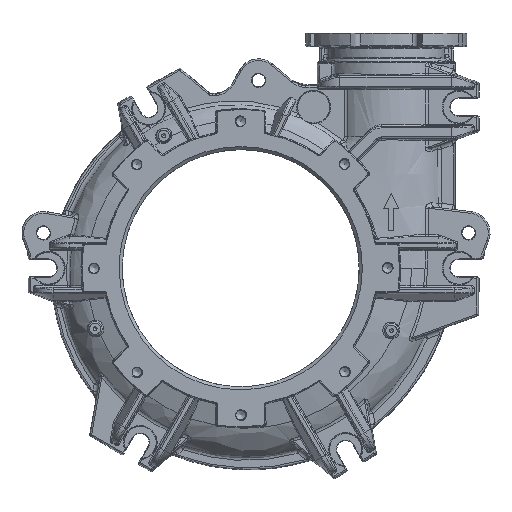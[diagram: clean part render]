
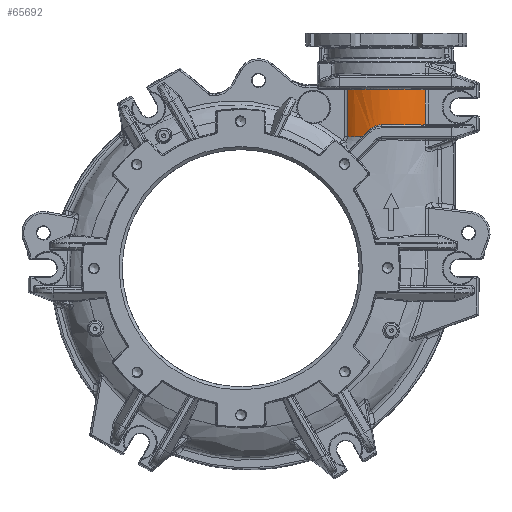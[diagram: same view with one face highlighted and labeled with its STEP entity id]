
A CAD part, front view. The second image highlights one B-rep face of the part: STEP entity #65692.
In plain terms, the highlighted free-form (B-spline) face has degree [2, 1] with [3, 2] control points.
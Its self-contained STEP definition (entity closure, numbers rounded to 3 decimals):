
#49658 = VERTEX_POINT('',#49659);
#49659 = CARTESIAN_POINT('',(313.086,51.972,
    339.728));
#57422 = EDGE_CURVE('',#57423,#57425,#57427,.T.);
#57423 = VERTEX_POINT('',#57424);
#57424 = CARTESIAN_POINT('',(329.266,45.948,
    356.054));
#57425 = VERTEX_POINT('',#57426);
#57426 = CARTESIAN_POINT('',(363.012,39.372,
    370.178));
#57427 = B_SPLINE_CURVE_WITH_KNOTS('',3,(#57428,#57429,#57430,#57431,
    #57432,#57433),.UNSPECIFIED.,.F.,.F.,(4,1,1,4),(-3.194,
    -1.825,-0.913,0.),.UNSPECIFIED.);
#57428 = CARTESIAN_POINT('',(329.266,45.948,
    356.054));
#57429 = CARTESIAN_POINT('',(333.023,44.779,
    359.853));
#57430 = CARTESIAN_POINT('',(340.331,42.772,
    365.118));
#57431 = CARTESIAN_POINT('',(352.16,40.536,
    369.353));
#57432 = CARTESIAN_POINT('',(359.418,39.672,
    370.186));
#57433 = CARTESIAN_POINT('',(363.012,39.372,
    370.178));
#57482 = EDGE_CURVE('',#49658,#57423,#57483,.T.);
#57483 = ( BOUNDED_CURVE() B_SPLINE_CURVE(2,(#57484,#57485,#57486),
.UNSPECIFIED.,.F.,.F.) B_SPLINE_CURVE_WITH_KNOTS((3,3),(1.123,
1.232),.PIECEWISE_BEZIER_KNOTS.) CURVE() 
GEOMETRIC_REPRESENTATION_ITEM() RATIONAL_B_SPLINE_CURVE((1.,
0.999,1.)) REPRESENTATION_ITEM('') );
#57484 = CARTESIAN_POINT('',(313.086,51.972,
    339.728));
#57485 = CARTESIAN_POINT('',(321.011,48.517,
    347.705));
#57486 = CARTESIAN_POINT('',(329.266,45.948,
    356.054));
#57524 = EDGE_CURVE('',#57425,#57525,#57527,.T.);
#57525 = VERTEX_POINT('',#57526);
#57526 = CARTESIAN_POINT('',(476.494,74.879,
    371.13));
#57527 = ( BOUNDED_CURVE() B_SPLINE_CURVE(2,(#57528,#57529,#57530),
.UNSPECIFIED.,.F.,.F.) B_SPLINE_CURVE_WITH_KNOTS((3,3),(6.2,
6.973),.PIECEWISE_BEZIER_KNOTS.) CURVE() 
GEOMETRIC_REPRESENTATION_ITEM() RATIONAL_B_SPLINE_CURVE((1.,
0.926,1.)) REPRESENTATION_ITEM('') );
#57528 = CARTESIAN_POINT('',(363.012,39.372,
    370.178));
#57529 = CARTESIAN_POINT('',(426.978,34.035,
    370.035));
#57530 = CARTESIAN_POINT('',(476.494,74.879,
    371.13));
#57739 = EDGE_CURVE('',#49658,#57740,#57742,.T.);
#57740 = VERTEX_POINT('',#57741);
#57741 = CARTESIAN_POINT('',(275.761,74.879,
    339.728));
#57742 = ( BOUNDED_CURVE() B_SPLINE_CURVE(2,(#57743,#57744,#57745),
.UNSPECIFIED.,.F.,.F.) B_SPLINE_CURVE_WITH_KNOTS((3,3),(2.005,
2.284),.PIECEWISE_BEZIER_KNOTS.) CURVE() 
GEOMETRIC_REPRESENTATION_ITEM() RATIONAL_B_SPLINE_CURVE((1.,
0.99,1.)) REPRESENTATION_ITEM('') );
#57743 = CARTESIAN_POINT('',(313.086,51.972,
    339.728));
#57744 = CARTESIAN_POINT('',(292.818,60.809,
    339.728));
#57745 = CARTESIAN_POINT('',(275.761,74.879,
    339.728));
#65692 = ADVANCED_FACE('',(#65693),#65719,.T.);
#65693 = FACE_BOUND('',#65694,.T.);
#65694 = EDGE_LOOP('',(#65695,#65696,#65703,#65711,#65716,#65717,#65718)
  );
#65695 = ORIENTED_EDGE('',*,*,#57524,.T.);
#65696 = ORIENTED_EDGE('',*,*,#65697,.F.);
#65697 = EDGE_CURVE('',#65698,#57525,#65700,.T.);
#65698 = VERTEX_POINT('',#65699);
#65699 = CARTESIAN_POINT('',(476.494,74.879,
    461.205));
#65700 = B_SPLINE_CURVE_WITH_KNOTS('',1,(#65701,#65702),.UNSPECIFIED.,
  .F.,.F.,(2,2),(107.381,181.619),
  .PIECEWISE_BEZIER_KNOTS.);
#65701 = CARTESIAN_POINT('',(476.494,74.879,
    461.205));
#65702 = CARTESIAN_POINT('',(476.494,74.879,
    371.13));
#65703 = ORIENTED_EDGE('',*,*,#65704,.T.);
#65704 = EDGE_CURVE('',#65698,#65705,#65707,.T.);
#65705 = VERTEX_POINT('',#65706);
#65706 = CARTESIAN_POINT('',(275.761,74.879,
    461.205));
#65707 = ( BOUNDED_CURVE() B_SPLINE_CURVE(2,(#65708,#65709,#65710),
.UNSPECIFIED.,.F.,.F.) B_SPLINE_CURVE_WITH_KNOTS((3,3),(5.593,
6.973),.PIECEWISE_BEZIER_KNOTS.) CURVE() 
GEOMETRIC_REPRESENTATION_ITEM() RATIONAL_B_SPLINE_CURVE((1.,
0.771,1.)) REPRESENTATION_ITEM('') );
#65708 = CARTESIAN_POINT('',(476.494,74.879,
    461.205));
#65709 = CARTESIAN_POINT('',(376.128,-7.909,
    463.423));
#65710 = CARTESIAN_POINT('',(275.761,74.879,
    461.205));
#65711 = ORIENTED_EDGE('',*,*,#65712,.T.);
#65712 = EDGE_CURVE('',#65705,#57740,#65713,.T.);
#65713 = B_SPLINE_CURVE_WITH_KNOTS('',1,(#65714,#65715),.UNSPECIFIED.,
  .F.,.F.,(2,2),(107.381,207.5),.PIECEWISE_BEZIER_KNOTS.);
#65714 = CARTESIAN_POINT('',(275.761,74.879,
    461.205));
#65715 = CARTESIAN_POINT('',(275.761,74.879,
    339.728));
#65716 = ORIENTED_EDGE('',*,*,#57739,.F.);
#65717 = ORIENTED_EDGE('',*,*,#57482,.T.);
#65718 = ORIENTED_EDGE('',*,*,#57422,.T.);
#65719 = ( BOUNDED_SURFACE() B_SPLINE_SURFACE(2,1,(
    (#65720,#65721)
    ,(#65722,#65723)
    ,(#65724,#65725
)),.UNSPECIFIED.,.F.,.F.,.F.) B_SPLINE_SURFACE_WITH_KNOTS((3,3),(2,2),(
    4.,5.379),(-207.5,-106.582),
.PIECEWISE_BEZIER_KNOTS.) GEOMETRIC_REPRESENTATION_ITEM() 
RATIONAL_B_SPLINE_SURFACE((
    (1.,1.)
    ,(0.771,0.771)
,(1.,1.))) REPRESENTATION_ITEM('') SURFACE() );
#65720 = CARTESIAN_POINT('',(275.761,74.879,
    339.728));
#65721 = CARTESIAN_POINT('',(275.761,74.879,
    462.173));
#65722 = CARTESIAN_POINT('',(376.128,-7.909,
    339.728));
#65723 = CARTESIAN_POINT('',(376.128,-7.909,
    462.173));
#65724 = CARTESIAN_POINT('',(476.494,74.879,
    339.728));
#65725 = CARTESIAN_POINT('',(476.494,74.879,
    462.173));
